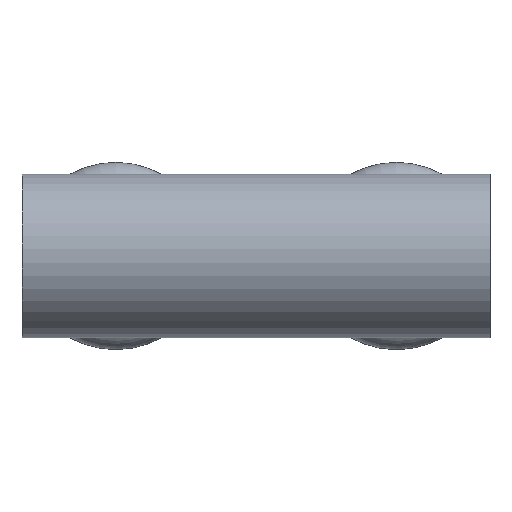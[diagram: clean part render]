
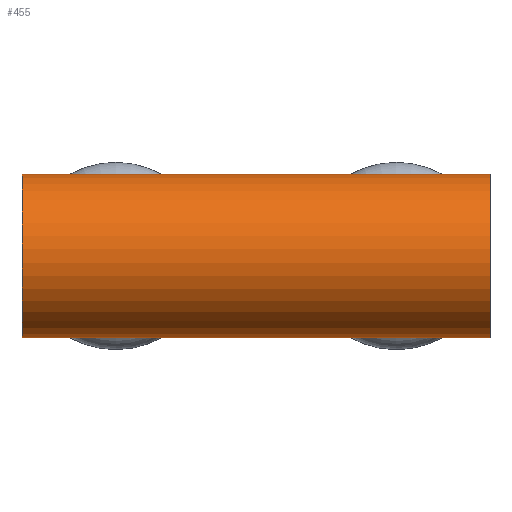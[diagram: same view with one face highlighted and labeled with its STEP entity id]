
A CAD part, front view. The second image highlights one B-rep face of the part: STEP entity #455.
In plain terms, the highlighted cylindrical face has radius 1.75 mm (diameter 3.5 mm), a partial arc.
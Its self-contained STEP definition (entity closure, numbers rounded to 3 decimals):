
#19 = VERTEX_POINT ( 'NONE', #734 ) ;
#87 = EDGE_CURVE ( 'NONE', #628, #1053, #901, .T. ) ;
#104 = EDGE_LOOP ( 'NONE', ( #906, #932, #698, #962 ) ) ;
#114 = CARTESIAN_POINT ( 'NONE',  ( 5., -0.029, -1.75 ) ) ;
#151 = CARTESIAN_POINT ( 'NONE',  ( -5., -0.029, 1.75 ) ) ;
#152 = LINE ( 'NONE', #1013, #1105 ) ;
#156 = VECTOR ( 'NONE', #428, 1000. ) ;
#227 = VERTEX_POINT ( 'NONE', #151 ) ;
#231 = EDGE_CURVE ( 'NONE', #1053, #19, #1017, .T. ) ;
#286 = CARTESIAN_POINT ( 'NONE',  ( 5., -0.047, 0. ) ) ;
#294 = DIRECTION ( 'NONE',  ( 1., 0., 0. ) ) ;
#428 = DIRECTION ( 'NONE',  ( -1., 0., 0. ) ) ;
#455 = ADVANCED_FACE ( 'NONE', ( #558 ), #940, .T. ) ;
#462 = DIRECTION ( 'NONE',  ( -1., 0., 0. ) ) ;
#465 = CARTESIAN_POINT ( 'NONE',  ( 5., -0.047, 0. ) ) ;
#478 = DIRECTION ( 'NONE',  ( 0., 0., -1. ) ) ;
#492 = CARTESIAN_POINT ( 'NONE',  ( -5., -0.047, 0. ) ) ;
#546 = EDGE_CURVE ( 'NONE', #227, #19, #663, .T. ) ;
#551 = DIRECTION ( 'NONE',  ( -1., 0., 0. ) ) ;
#558 = FACE_OUTER_BOUND ( 'NONE', #104, .T. ) ;
#581 = DIRECTION ( 'NONE',  ( 0., 0., -1. ) ) ;
#628 = VERTEX_POINT ( 'NONE', #1063 ) ;
#663 = CIRCLE ( 'NONE', #1158, 1.75 ) ;
#698 = ORIENTED_EDGE ( 'NONE', *, *, #87, .F. ) ;
#734 = CARTESIAN_POINT ( 'NONE',  ( -5., -0.029, -1.75 ) ) ;
#884 = CARTESIAN_POINT ( 'NONE',  ( 5., -0.029, -1.75 ) ) ;
#901 = CIRCLE ( 'NONE', #1104, 1.75 ) ;
#906 = ORIENTED_EDGE ( 'NONE', *, *, #546, .T. ) ;
#932 = ORIENTED_EDGE ( 'NONE', *, *, #231, .F. ) ;
#940 = CYLINDRICAL_SURFACE ( 'NONE', #968, 1.75 ) ;
#944 = EDGE_CURVE ( 'NONE', #628, #227, #152, .T. ) ;
#962 = ORIENTED_EDGE ( 'NONE', *, *, #944, .T. ) ;
#968 = AXIS2_PLACEMENT_3D ( 'NONE', #465, #551, #1117 ) ;
#1013 = CARTESIAN_POINT ( 'NONE',  ( 5., -0.029, 1.75 ) ) ;
#1017 = LINE ( 'NONE', #884, #156 ) ;
#1053 = VERTEX_POINT ( 'NONE', #114 ) ;
#1063 = CARTESIAN_POINT ( 'NONE',  ( 5., -0.029, 1.75 ) ) ;
#1104 = AXIS2_PLACEMENT_3D ( 'NONE', #286, #294, #478 ) ;
#1105 = VECTOR ( 'NONE', #462, 1000. ) ;
#1117 = DIRECTION ( 'NONE',  ( 0., 0., 1. ) ) ;
#1148 = DIRECTION ( 'NONE',  ( 1., 0., 0. ) ) ;
#1158 = AXIS2_PLACEMENT_3D ( 'NONE', #492, #1148, #581 ) ;
